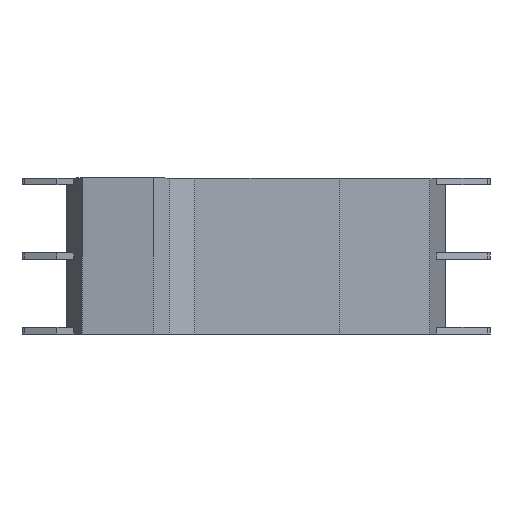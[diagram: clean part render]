
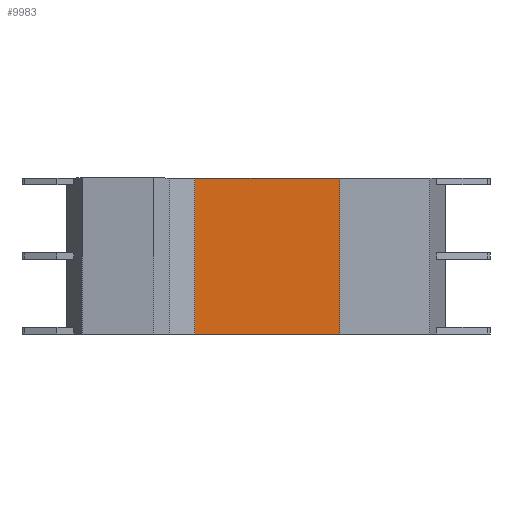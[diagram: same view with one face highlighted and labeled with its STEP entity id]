
A CAD part, front view. The second image highlights one B-rep face of the part: STEP entity #9983.
In plain terms, the highlighted planar face has unit normal (0, -1, 0).
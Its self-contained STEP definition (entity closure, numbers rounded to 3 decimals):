
#548 = EDGE_LOOP ( 'NONE', ( #9857, #10510, #1424, #13539 ) ) ;
#949 = EDGE_CURVE ( 'NONE', #7260, #8001, #1213, .T. ) ;
#1213 = LINE ( 'NONE', #12172, #6815 ) ;
#1364 = DIRECTION ( 'NONE',  ( 0., 0., 1. ) ) ;
#1424 = ORIENTED_EDGE ( 'NONE', *, *, #9643, .F. ) ;
#2381 = VECTOR ( 'NONE', #4908, 1000. ) ;
#3039 = FACE_OUTER_BOUND ( 'NONE', #548, .T. ) ;
#3533 = CARTESIAN_POINT ( 'NONE',  ( 18.75, -19.25, 17.5 ) ) ;
#3843 = CARTESIAN_POINT ( 'NONE',  ( -16.25, -19.25, -17.501 ) ) ;
#4561 = DIRECTION ( 'NONE',  ( 0., 0., -1. ) ) ;
#4885 = CARTESIAN_POINT ( 'NONE',  ( -16.25, -19.25, -17.5 ) ) ;
#4899 = CARTESIAN_POINT ( 'NONE',  ( -16.25, -19.25, 17.5 ) ) ;
#4908 = DIRECTION ( 'NONE',  ( 0., 0., 1. ) ) ;
#5218 = VERTEX_POINT ( 'NONE', #12699 ) ;
#5327 = CARTESIAN_POINT ( 'NONE',  ( -16.25, -19.25, -17.5 ) ) ;
#5335 = AXIS2_PLACEMENT_3D ( 'NONE', #6620, #7671, #1364 ) ;
#5708 = EDGE_CURVE ( 'NONE', #5218, #6153, #12731, .T. ) ;
#5830 = DIRECTION ( 'NONE',  ( 1., 0., 0. ) ) ;
#6153 = VERTEX_POINT ( 'NONE', #4885 ) ;
#6401 = DIRECTION ( 'NONE',  ( -1., 0., 0. ) ) ;
#6620 = CARTESIAN_POINT ( 'NONE',  ( -16.25, -19.25, -17.501 ) ) ;
#6815 = VECTOR ( 'NONE', #5830, 1000. ) ;
#7260 = VERTEX_POINT ( 'NONE', #4899 ) ;
#7671 = DIRECTION ( 'NONE',  ( 0., 1., 0. ) ) ;
#8001 = VERTEX_POINT ( 'NONE', #3533 ) ;
#8093 = LINE ( 'NONE', #8835, #13096 ) ;
#8835 = CARTESIAN_POINT ( 'NONE',  ( 18.75, -19.25, -17.5 ) ) ;
#9643 = EDGE_CURVE ( 'NONE', #6153, #7260, #13682, .T. ) ;
#9857 = ORIENTED_EDGE ( 'NONE', *, *, #12388, .F. ) ;
#9919 = VECTOR ( 'NONE', #6401, 1000. ) ;
#9983 = ADVANCED_FACE ( 'NONE', ( #3039 ), #11915, .F. ) ;
#10510 = ORIENTED_EDGE ( 'NONE', *, *, #949, .F. ) ;
#11915 = PLANE ( 'NONE',  #5335 ) ;
#12172 = CARTESIAN_POINT ( 'NONE',  ( -16.25, -19.25, 17.5 ) ) ;
#12388 = EDGE_CURVE ( 'NONE', #8001, #5218, #8093, .T. ) ;
#12699 = CARTESIAN_POINT ( 'NONE',  ( 18.75, -19.25, -17.5 ) ) ;
#12731 = LINE ( 'NONE', #5327, #9919 ) ;
#13096 = VECTOR ( 'NONE', #4561, 1000. ) ;
#13539 = ORIENTED_EDGE ( 'NONE', *, *, #5708, .F. ) ;
#13682 = LINE ( 'NONE', #3843, #2381 ) ;
